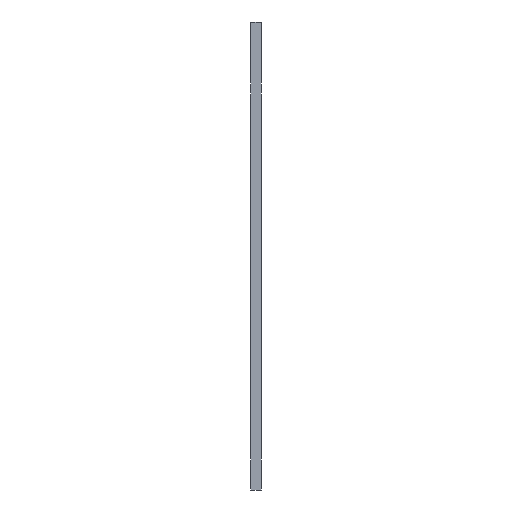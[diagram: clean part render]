
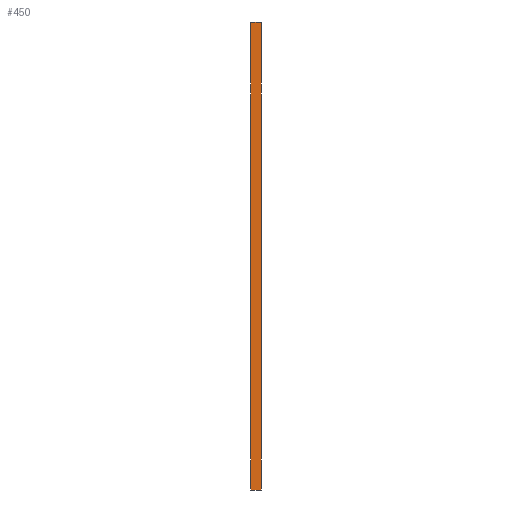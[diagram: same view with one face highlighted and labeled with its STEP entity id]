
A CAD part, left-side view. The second image highlights one B-rep face of the part: STEP entity #450.
In plain terms, the highlighted planar face has unit normal (-1, 0, 0).
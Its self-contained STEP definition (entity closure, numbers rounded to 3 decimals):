
#24 = CARTESIAN_POINT ( 'NONE',  ( -54.302, 2., 55.069 ) ) ;
#76 = CARTESIAN_POINT ( 'NONE',  ( -54.302, 2., -34.931 ) ) ;
#103 = DIRECTION ( 'NONE',  ( 0., -1., 0. ) ) ;
#113 = CARTESIAN_POINT ( 'NONE',  ( -54.302, 2., -34.931 ) ) ;
#130 = ORIENTED_EDGE ( 'NONE', *, *, #799, .T. ) ;
#135 = VERTEX_POINT ( 'NONE', #296 ) ;
#150 = PLANE ( 'NONE',  #885 ) ;
#207 = ORIENTED_EDGE ( 'NONE', *, *, #687, .F. ) ;
#208 = VECTOR ( 'NONE', #719, 1000. ) ;
#218 = EDGE_LOOP ( 'NONE', ( #639, #207, #260, #130 ) ) ;
#222 = LINE ( 'NONE', #766, #491 ) ;
#227 = DIRECTION ( 'NONE',  ( 1., 0., 0. ) ) ;
#255 = CARTESIAN_POINT ( 'NONE',  ( -54.302, 0., 55.069 ) ) ;
#260 = ORIENTED_EDGE ( 'NONE', *, *, #456, .F. ) ;
#296 = CARTESIAN_POINT ( 'NONE',  ( -54.302, 2., 55.069 ) ) ;
#304 = CARTESIAN_POINT ( 'NONE',  ( -54.302, 0., -34.931 ) ) ;
#307 = DIRECTION ( 'NONE',  ( 0., -1., 0. ) ) ;
#363 = DIRECTION ( 'NONE',  ( 0., 0., -1. ) ) ;
#417 = DIRECTION ( 'NONE',  ( 0., 0., 1. ) ) ;
#450 = ADVANCED_FACE ( 'NONE', ( #570 ), #150, .F. ) ;
#456 = EDGE_CURVE ( 'NONE', #892, #135, #222, .T. ) ;
#474 = VECTOR ( 'NONE', #307, 1000. ) ;
#491 = VECTOR ( 'NONE', #417, 1000. ) ;
#506 = LINE ( 'NONE', #723, #700 ) ;
#521 = CARTESIAN_POINT ( 'NONE',  ( -54.302, 0., -34.931 ) ) ;
#570 = FACE_OUTER_BOUND ( 'NONE', #218, .T. ) ;
#616 = EDGE_CURVE ( 'NONE', #809, #834, #647, .T. ) ;
#639 = ORIENTED_EDGE ( 'NONE', *, *, #616, .T. ) ;
#647 = LINE ( 'NONE', #304, #208 ) ;
#687 = EDGE_CURVE ( 'NONE', #135, #834, #735, .T. ) ;
#700 = VECTOR ( 'NONE', #103, 1000. ) ;
#719 = DIRECTION ( 'NONE',  ( 0., 0., 1. ) ) ;
#723 = CARTESIAN_POINT ( 'NONE',  ( -54.302, 2., -34.931 ) ) ;
#735 = LINE ( 'NONE', #24, #474 ) ;
#766 = CARTESIAN_POINT ( 'NONE',  ( -54.302, 2., -34.931 ) ) ;
#799 = EDGE_CURVE ( 'NONE', #892, #809, #506, .T. ) ;
#809 = VERTEX_POINT ( 'NONE', #521 ) ;
#834 = VERTEX_POINT ( 'NONE', #255 ) ;
#885 = AXIS2_PLACEMENT_3D ( 'NONE', #76, #227, #363 ) ;
#892 = VERTEX_POINT ( 'NONE', #113 ) ;
